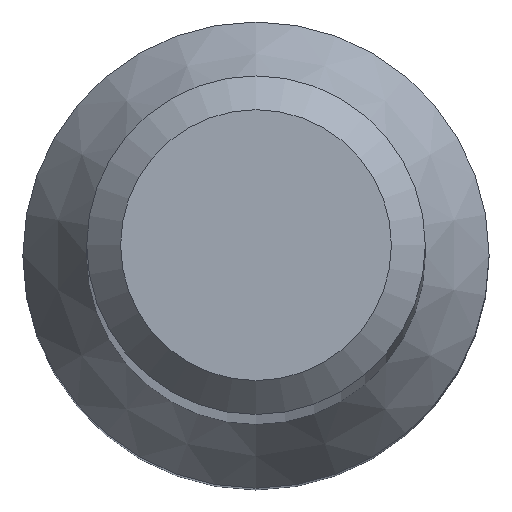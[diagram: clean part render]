
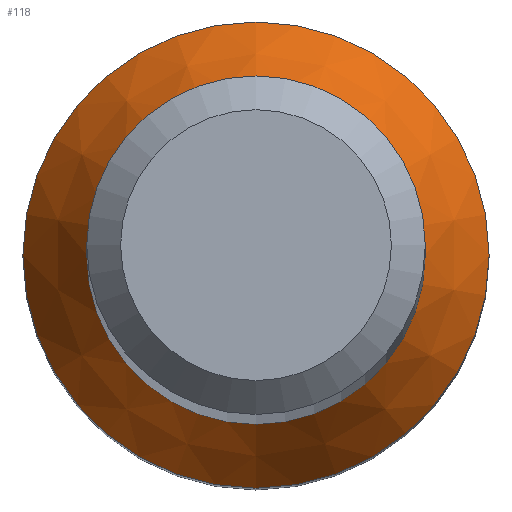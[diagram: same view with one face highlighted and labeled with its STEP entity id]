
A CAD part, top view. The second image highlights one B-rep face of the part: STEP entity #118.
In plain terms, the highlighted conical face has half-angle 30 degrees and reference radius 2.754 mm.
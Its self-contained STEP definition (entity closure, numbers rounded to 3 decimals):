
#3 = ORIENTED_EDGE ( 'NONE', *, *, #153, .F. ) ;
#7 = CARTESIAN_POINT ( 'NONE',  ( 0., 0., 12.686 ) ) ;
#14 = DIRECTION ( 'NONE',  ( 0., 0., -1. ) ) ;
#37 = DIRECTION ( 'NONE',  ( 0., 1., 0. ) ) ;
#48 = CARTESIAN_POINT ( 'NONE',  ( 0., 0., 12.686 ) ) ;
#55 = CARTESIAN_POINT ( 'NONE',  ( 0., 2., 13.992 ) ) ;
#58 = DIRECTION ( 'NONE',  ( 0., 0., -1. ) ) ;
#74 = VERTEX_POINT ( 'NONE', #199 ) ;
#86 = DIRECTION ( 'NONE',  ( 0., 1., 0. ) ) ;
#95 = CIRCLE ( 'NONE', #200, 2. ) ;
#110 = EDGE_LOOP ( 'NONE', ( #172 ) ) ;
#112 = FACE_BOUND ( 'NONE', #110, .T. ) ;
#118 = ADVANCED_FACE ( 'NONE', ( #112, #138 ), #157, .T. ) ;
#119 = AXIS2_PLACEMENT_3D ( 'NONE', #7, #14, #86 ) ;
#131 = EDGE_LOOP ( 'NONE', ( #3 ) ) ;
#138 = FACE_OUTER_BOUND ( 'NONE', #131, .T. ) ;
#146 = CARTESIAN_POINT ( 'NONE',  ( 0., 0., 13.992 ) ) ;
#147 = VERTEX_POINT ( 'NONE', #55 ) ;
#152 = AXIS2_PLACEMENT_3D ( 'NONE', #48, #159, #231 ) ;
#153 = EDGE_CURVE ( 'NONE', #74, #74, #243, .T. ) ;
#157 = CONICAL_SURFACE ( 'NONE', #119, 2.754, 0.524 ) ;
#159 = DIRECTION ( 'NONE',  ( 0., 0., -1. ) ) ;
#172 = ORIENTED_EDGE ( 'NONE', *, *, #230, .T. ) ;
#199 = CARTESIAN_POINT ( 'NONE',  ( 0., 2.754, 12.686 ) ) ;
#200 = AXIS2_PLACEMENT_3D ( 'NONE', #146, #58, #37 ) ;
#230 = EDGE_CURVE ( 'NONE', #147, #147, #95, .T. ) ;
#231 = DIRECTION ( 'NONE',  ( 0., 1., 0. ) ) ;
#243 = CIRCLE ( 'NONE', #152, 2.754 ) ;
